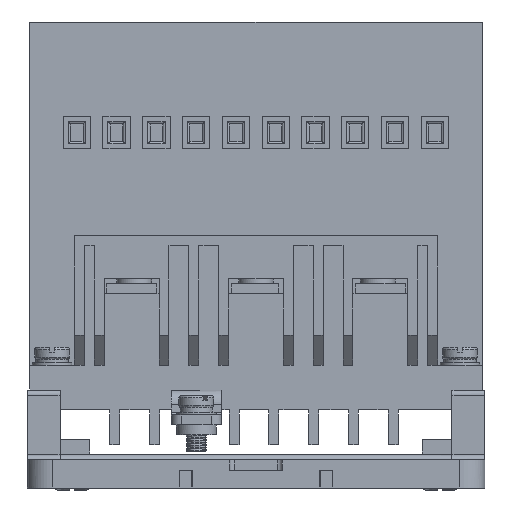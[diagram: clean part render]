
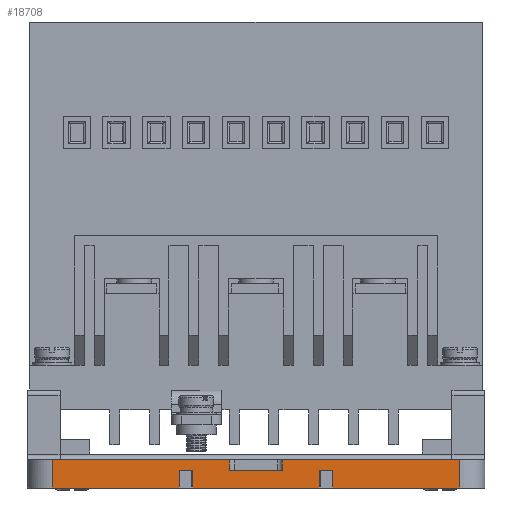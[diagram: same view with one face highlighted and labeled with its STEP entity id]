
A CAD part, front view. The second image highlights one B-rep face of the part: STEP entity #18708.
In plain terms, the highlighted planar face has unit normal (0, -1, 0).
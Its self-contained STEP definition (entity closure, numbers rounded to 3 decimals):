
#28 = ORIENTED_EDGE ( 'NONE', *, *, #44251, .F. ) ;
#68 = ORIENTED_EDGE ( 'NONE', *, *, #23031, .F. ) ;
#134 = CARTESIAN_POINT ( 'NONE',  ( 92., 0., 3.5 ) ) ;
#251 = VERTEX_POINT ( 'NONE', #4340 ) ;
#1028 = VERTEX_POINT ( 'NONE', #34710 ) ;
#1172 = CARTESIAN_POINT ( 'NONE',  ( 51.3, 0., 3.5 ) ) ;
#1345 = VERTEX_POINT ( 'NONE', #45166 ) ;
#1608 = VERTEX_POINT ( 'NONE', #14537 ) ;
#1824 = CARTESIAN_POINT ( 'NONE',  ( 30.6, 0., 19.7 ) ) ;
#1919 = CARTESIAN_POINT ( 'NONE',  ( 61.4, 0., 19.7 ) ) ;
#2081 = CARTESIAN_POINT ( 'NONE',  ( 5., 0., 19.7 ) ) ;
#2447 = DIRECTION ( 'NONE',  ( 1., 0., 0. ) ) ;
#2902 = EDGE_CURVE ( 'NONE', #18518, #31949, #22111, .T. ) ;
#3102 = VECTOR ( 'NONE', #49519, 1000. ) ;
#4233 = VECTOR ( 'NONE', #9298, 1000. ) ;
#4340 = CARTESIAN_POINT ( 'NONE',  ( 61.4, 0., 0. ) ) ;
#4351 = CARTESIAN_POINT ( 'NONE',  ( 87., 0., 19.7 ) ) ;
#4365 = VECTOR ( 'NONE', #39015, 1000. ) ;
#6268 = CARTESIAN_POINT ( 'NONE',  ( 92., 0., 3.5 ) ) ;
#6876 = ORIENTED_EDGE ( 'NONE', *, *, #12594, .F. ) ;
#7332 = CARTESIAN_POINT ( 'NONE',  ( 40.7, 0., 3.5 ) ) ;
#9298 = DIRECTION ( 'NONE',  ( 0., 0., 1. ) ) ;
#9299 = LINE ( 'NONE', #30491, #22703 ) ;
#9437 = ORIENTED_EDGE ( 'NONE', *, *, #29547, .F. ) ;
#9612 = DIRECTION ( 'NONE',  ( 0., 0., 1. ) ) ;
#10039 = LINE ( 'NONE', #29875, #24707 ) ;
#11027 = ORIENTED_EDGE ( 'NONE', *, *, #25537, .F. ) ;
#11298 = CARTESIAN_POINT ( 'NONE',  ( 33.3, 0., 3.5 ) ) ;
#11451 = PLANE ( 'NONE',  #51330 ) ;
#11602 = EDGE_CURVE ( 'NONE', #14179, #51948, #10039, .T. ) ;
#11709 = DIRECTION ( 'NONE',  ( 1., 0., 0. ) ) ;
#11975 = CARTESIAN_POINT ( 'NONE',  ( 92., 0., 19.7 ) ) ;
#12156 = EDGE_CURVE ( 'NONE', #251, #1608, #25957, .T. ) ;
#12265 = VECTOR ( 'NONE', #14162, 1000. ) ;
#12420 = ORIENTED_EDGE ( 'NONE', *, *, #11602, .F. ) ;
#12594 = EDGE_CURVE ( 'NONE', #51948, #43416, #9299, .T. ) ;
#12686 = LINE ( 'NONE', #43107, #17824 ) ;
#13181 = VECTOR ( 'NONE', #38813, 1000. ) ;
#13551 = VECTOR ( 'NONE', #36599, 1000. ) ;
#13913 = CARTESIAN_POINT ( 'NONE',  ( 40.7, 0., 5.7 ) ) ;
#14162 = DIRECTION ( 'NONE',  ( 0., 0., -1. ) ) ;
#14179 = VERTEX_POINT ( 'NONE', #19691 ) ;
#14537 = CARTESIAN_POINT ( 'NONE',  ( 61.4, 0., 3.5 ) ) ;
#15505 = VERTEX_POINT ( 'NONE', #24491 ) ;
#15720 = CARTESIAN_POINT ( 'NONE',  ( 30.6, 0., 3.5 ) ) ;
#16052 = VECTOR ( 'NONE', #51070, 1000. ) ;
#16390 = CARTESIAN_POINT ( 'NONE',  ( 92., 0., 0. ) ) ;
#16533 = ORIENTED_EDGE ( 'NONE', *, *, #26039, .F. ) ;
#16703 = DIRECTION ( 'NONE',  ( 0., 0., -1. ) ) ;
#17517 = ORIENTED_EDGE ( 'NONE', *, *, #43099, .F. ) ;
#17824 = VECTOR ( 'NONE', #2447, 1000. ) ;
#18518 = VERTEX_POINT ( 'NONE', #35372 ) ;
#18708 = ADVANCED_FACE ( 'NONE', ( #51170 ), #11451, .F. ) ;
#18760 = EDGE_CURVE ( 'NONE', #1608, #15505, #27437, .T. ) ;
#18876 = EDGE_CURVE ( 'NONE', #1028, #21143, #12686, .T. ) ;
#19075 = CARTESIAN_POINT ( 'NONE',  ( 5., 0., 0. ) ) ;
#19691 = CARTESIAN_POINT ( 'NONE',  ( 33.3, 0., 0. ) ) ;
#19882 = ORIENTED_EDGE ( 'NONE', *, *, #12156, .F. ) ;
#21143 = VERTEX_POINT ( 'NONE', #13913 ) ;
#22111 = LINE ( 'NONE', #4351, #27896 ) ;
#22348 = DIRECTION ( 'NONE',  ( -1., 0., 0. ) ) ;
#22703 = VECTOR ( 'NONE', #39458, 1000. ) ;
#22893 = VECTOR ( 'NONE', #30128, 1000. ) ;
#23008 = VERTEX_POINT ( 'NONE', #7332 ) ;
#23031 = EDGE_CURVE ( 'NONE', #39117, #1028, #52756, .T. ) ;
#23256 = ORIENTED_EDGE ( 'NONE', *, *, #18876, .F. ) ;
#24409 = VECTOR ( 'NONE', #22348, 1000. ) ;
#24485 = VECTOR ( 'NONE', #9612, 1000. ) ;
#24491 = CARTESIAN_POINT ( 'NONE',  ( 58.7, 0., 3.5 ) ) ;
#24707 = VECTOR ( 'NONE', #46203, 1000. ) ;
#25514 = EDGE_CURVE ( 'NONE', #21143, #23008, #41765, .T. ) ;
#25537 = EDGE_CURVE ( 'NONE', #36982, #18518, #37915, .T. ) ;
#25957 = LINE ( 'NONE', #1919, #13181 ) ;
#26039 = EDGE_CURVE ( 'NONE', #43416, #28749, #48808, .T. ) ;
#26052 = EDGE_CURVE ( 'NONE', #31949, #251, #46893, .T. ) ;
#26325 = CARTESIAN_POINT ( 'NONE',  ( 92., 0., 0. ) ) ;
#27437 = LINE ( 'NONE', #134, #31290 ) ;
#27896 = VECTOR ( 'NONE', #16703, 1000. ) ;
#28057 = VERTEX_POINT ( 'NONE', #1172 ) ;
#28323 = CARTESIAN_POINT ( 'NONE',  ( 0., 0., 5.7 ) ) ;
#28749 = VERTEX_POINT ( 'NONE', #29817 ) ;
#29547 = EDGE_CURVE ( 'NONE', #28749, #39117, #43495, .T. ) ;
#29560 = VECTOR ( 'NONE', #11709, 1000. ) ;
#29635 = DIRECTION ( 'NONE',  ( -1., 0., 0. ) ) ;
#29817 = CARTESIAN_POINT ( 'NONE',  ( 30.6, 0., 0. ) ) ;
#29875 = CARTESIAN_POINT ( 'NONE',  ( 33.3, 0., 19.7 ) ) ;
#30128 = DIRECTION ( 'NONE',  ( -1., 0., 0. ) ) ;
#30209 = ORIENTED_EDGE ( 'NONE', *, *, #18760, .F. ) ;
#30491 = CARTESIAN_POINT ( 'NONE',  ( 92., 0., 3.5 ) ) ;
#31167 = LINE ( 'NONE', #37937, #4233 ) ;
#31290 = VECTOR ( 'NONE', #29635, 1000. ) ;
#31564 = ORIENTED_EDGE ( 'NONE', *, *, #25514, .F. ) ;
#31911 = LINE ( 'NONE', #47048, #4365 ) ;
#31949 = VERTEX_POINT ( 'NONE', #39076 ) ;
#34440 = LINE ( 'NONE', #50770, #22893 ) ;
#34710 = CARTESIAN_POINT ( 'NONE',  ( 5., 0., 5.7 ) ) ;
#35372 = CARTESIAN_POINT ( 'NONE',  ( 87., 0., 5.7 ) ) ;
#35770 = EDGE_CURVE ( 'NONE', #28057, #36982, #31167, .T. ) ;
#36046 = CARTESIAN_POINT ( 'NONE',  ( 40.7, 0., 19.7 ) ) ;
#36599 = DIRECTION ( 'NONE',  ( 0., 0., -1. ) ) ;
#36982 = VERTEX_POINT ( 'NONE', #48218 ) ;
#37915 = LINE ( 'NONE', #28323, #29560 ) ;
#37937 = CARTESIAN_POINT ( 'NONE',  ( 51.3, 0., 19.7 ) ) ;
#37943 = EDGE_LOOP ( 'NONE', ( #31564, #23256, #68, #9437, #16533, #6876, #12420, #49676, #28, #30209, #19882, #43453, #51805, #11027, #47542, #17517 ) ) ;
#38813 = DIRECTION ( 'NONE',  ( 0., 0., 1. ) ) ;
#39015 = DIRECTION ( 'NONE',  ( 0., 0., -1. ) ) ;
#39076 = CARTESIAN_POINT ( 'NONE',  ( 87., 0., 0. ) ) ;
#39117 = VERTEX_POINT ( 'NONE', #19075 ) ;
#39458 = DIRECTION ( 'NONE',  ( -1., 0., 0. ) ) ;
#41765 = LINE ( 'NONE', #36046, #13551 ) ;
#43099 = EDGE_CURVE ( 'NONE', #23008, #28057, #50027, .T. ) ;
#43107 = CARTESIAN_POINT ( 'NONE',  ( 0., 0., 5.7 ) ) ;
#43416 = VERTEX_POINT ( 'NONE', #15720 ) ;
#43453 = ORIENTED_EDGE ( 'NONE', *, *, #26052, .F. ) ;
#43495 = LINE ( 'NONE', #16390, #3102 ) ;
#44251 = EDGE_CURVE ( 'NONE', #15505, #1345, #31911, .T. ) ;
#44774 = EDGE_CURVE ( 'NONE', #1345, #14179, #34440, .T. ) ;
#45166 = CARTESIAN_POINT ( 'NONE',  ( 58.7, 0., 0. ) ) ;
#46203 = DIRECTION ( 'NONE',  ( 0., 0., 1. ) ) ;
#46893 = LINE ( 'NONE', #26325, #24409 ) ;
#47048 = CARTESIAN_POINT ( 'NONE',  ( 58.7, 0., 19.7 ) ) ;
#47542 = ORIENTED_EDGE ( 'NONE', *, *, #35770, .F. ) ;
#48218 = CARTESIAN_POINT ( 'NONE',  ( 51.3, 0., 5.7 ) ) ;
#48808 = LINE ( 'NONE', #1824, #12265 ) ;
#48848 = DIRECTION ( 'NONE',  ( 0., 1., 0. ) ) ;
#49202 = DIRECTION ( 'NONE',  ( -1., 0., 0. ) ) ;
#49519 = DIRECTION ( 'NONE',  ( -1., 0., 0. ) ) ;
#49676 = ORIENTED_EDGE ( 'NONE', *, *, #44774, .F. ) ;
#50027 = LINE ( 'NONE', #6268, #16052 ) ;
#50770 = CARTESIAN_POINT ( 'NONE',  ( 92., 0., 0. ) ) ;
#51070 = DIRECTION ( 'NONE',  ( 1., 0., 0. ) ) ;
#51170 = FACE_OUTER_BOUND ( 'NONE', #37943, .T. ) ;
#51330 = AXIS2_PLACEMENT_3D ( 'NONE', #11975, #48848, #49202 ) ;
#51805 = ORIENTED_EDGE ( 'NONE', *, *, #2902, .F. ) ;
#51948 = VERTEX_POINT ( 'NONE', #11298 ) ;
#52756 = LINE ( 'NONE', #2081, #24485 ) ;
